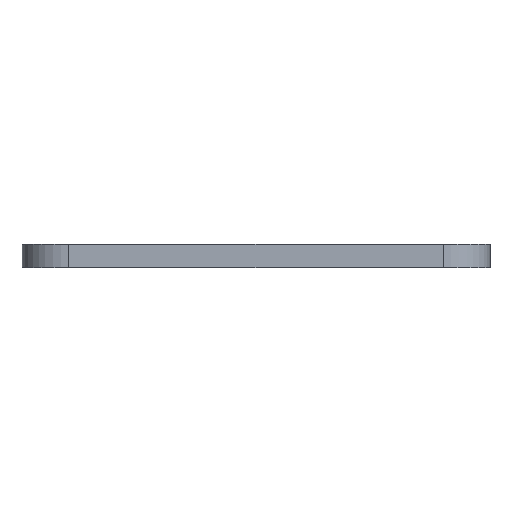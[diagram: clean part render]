
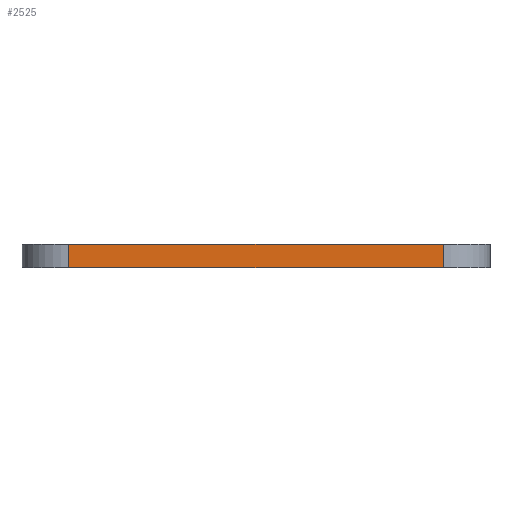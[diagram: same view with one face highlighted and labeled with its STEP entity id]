
A CAD part, front view. The second image highlights one B-rep face of the part: STEP entity #2525.
In plain terms, the highlighted planar face has unit normal (0, -1, 0).
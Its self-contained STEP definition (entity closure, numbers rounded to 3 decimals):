
#213=PLANE('',#2611);
#344=FACE_OUTER_BOUND('',#486,.T.);
#486=EDGE_LOOP('',(#2298,#2299,#2300,#2301));
#525=LINE('',#3642,#755);
#715=LINE('',#4713,#945);
#716=LINE('',#4716,#946);
#717=LINE('',#4717,#947);
#755=VECTOR('',#2665,10.);
#945=VECTOR('',#2973,10.);
#946=VECTOR('',#2976,10.);
#947=VECTOR('',#2977,10.);
#1067=VERTEX_POINT('',#3639);
#1068=VERTEX_POINT('',#3641);
#1250=VERTEX_POINT('',#4711);
#1251=VERTEX_POINT('',#4715);
#1343=EDGE_CURVE('',#1068,#1067,#525,.T.);
#1616=EDGE_CURVE('',#1067,#1250,#715,.T.);
#1617=EDGE_CURVE('',#1251,#1250,#716,.T.);
#1618=EDGE_CURVE('',#1068,#1251,#717,.T.);
#2298=ORIENTED_EDGE('',*,*,#1343,.T.);
#2299=ORIENTED_EDGE('',*,*,#1616,.T.);
#2300=ORIENTED_EDGE('',*,*,#1617,.F.);
#2301=ORIENTED_EDGE('',*,*,#1618,.F.);
#2525=ADVANCED_FACE('',(#344),#213,.T.);
#2611=AXIS2_PLACEMENT_3D('',#4714,#2974,#2975);
#2665=DIRECTION('',(-1.,0.,0.));
#2973=DIRECTION('',(0.,0.,-1.));
#2974=DIRECTION('center_axis',(0.,-1.,0.));
#2975=DIRECTION('ref_axis',(-1.,0.,0.));
#2976=DIRECTION('',(-1.,0.,0.));
#2977=DIRECTION('',(0.,0.,-1.));
#3639=CARTESIAN_POINT('',(32.,-201.,0.));
#3641=CARTESIAN_POINT('',(48.,-201.,0.));
#3642=CARTESIAN_POINT('',(48.,-201.,0.));
#4711=CARTESIAN_POINT('',(32.,-201.,-1.));
#4713=CARTESIAN_POINT('',(32.,-201.,0.));
#4714=CARTESIAN_POINT('Origin',(48.,-201.,0.));
#4715=CARTESIAN_POINT('',(48.,-201.,-1.));
#4716=CARTESIAN_POINT('',(48.,-201.,-1.));
#4717=CARTESIAN_POINT('',(48.,-201.,0.));
